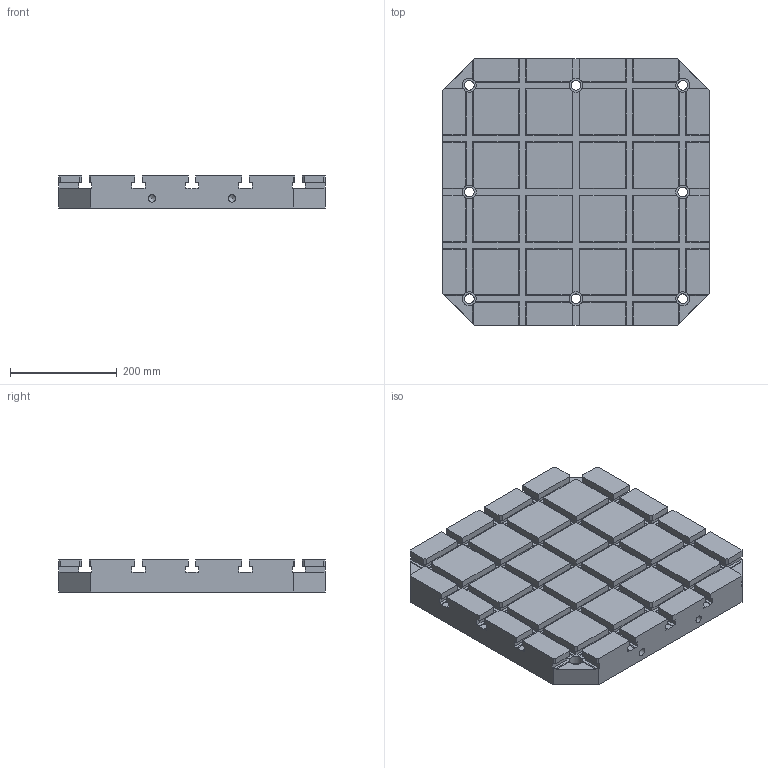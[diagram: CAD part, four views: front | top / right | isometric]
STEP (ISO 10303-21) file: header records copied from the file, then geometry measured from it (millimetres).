
FILE_DESCRIPTION( ( 'Unknown' ), '1' );
FILE_NAME( 'BP06-60500-0500-14.stp', 'Unknown', ( 'S.C.H' ), ( 'Unknown' ), 'XStep 1.0', 'Unknown', ' ' );
FILE_SCHEMA( ( 'CONFIG_CONTROL_DESIGN' ) );
Length unit declared in the file: millimetre
Products named in the file (1): 1
Bounding box: 500 x 500 x 60 mm (x, y, z)
Volume: 12410469.1 mm3; surface area: 868423.6 mm2
Topology: 1 solids, 1 shells, 516 faces, 1442 edges, 964 vertices
Faces by surface type: plane 466, cylinder 47, cone 3
Full cylindrical faces by diameter (mm): 14 x3, 18 x8, 26 x8
Entity records: 16208 total; most frequent: CARTESIAN_POINT 2860, ORIENTED_EDGE 2796, DIRECTION 2630, EDGE_CURVE 1398, LINE 1200, VECTOR 1200, VERTEX_POINT 945, AXIS2_PLACEMENT_3D 715
